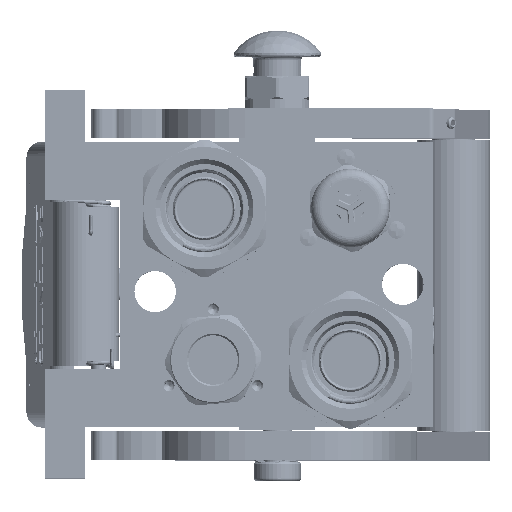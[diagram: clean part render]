
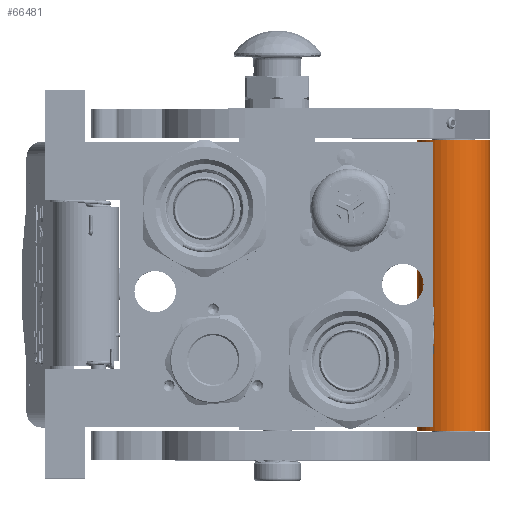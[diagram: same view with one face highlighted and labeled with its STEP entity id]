
A CAD part, top view. The second image highlights one B-rep face of the part: STEP entity #66481.
In plain terms, the highlighted cylindrical face has radius 12.5 mm (diameter 25 mm), a partial arc.
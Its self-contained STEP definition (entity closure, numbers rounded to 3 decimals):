
#3611 = VERTEX_POINT ( 'NONE', #97839 ) ;
#12306 = VERTEX_POINT ( 'NONE', #119868 ) ;
#16470 = ORIENTED_EDGE ( 'NONE', *, *, #22574, .F. ) ;
#18027 = FACE_OUTER_BOUND ( 'NONE', #150073, .T. ) ;
#22574 = EDGE_CURVE ( 'NONE', #3611, #89033, #87948, .T. ) ;
#28682 = CARTESIAN_POINT ( 'NONE',  ( 5.25, 12.5, 0. ) ) ;
#31078 = ORIENTED_EDGE ( 'NONE', *, *, #164722, .T. ) ;
#36346 = DIRECTION ( 'NONE',  ( -1., 0., 0. ) ) ;
#39690 = ORIENTED_EDGE ( 'NONE', *, *, #80989, .T. ) ;
#41766 = CARTESIAN_POINT ( 'NONE',  ( -94.25, 12.5, 0. ) ) ;
#42815 = LINE ( 'NONE', #120488, #143924 ) ;
#46888 = AXIS2_PLACEMENT_3D ( 'NONE', #71618, #137966, #150054 ) ;
#51062 = EDGE_CURVE ( 'NONE', #89033, #12306, #134883, .T. ) ;
#59195 = AXIS2_PLACEMENT_3D ( 'NONE', #143229, #117289, #129434 ) ;
#61481 = CARTESIAN_POINT ( 'NONE',  ( 5.25, -12.5, 0. ) ) ;
#66481 = ADVANCED_FACE ( 'NONE', ( #18027 ), #77807, .T. ) ;
#71618 = CARTESIAN_POINT ( 'NONE',  ( 5.25, 0., 0. ) ) ;
#77807 = CYLINDRICAL_SURFACE ( 'NONE', #153155, 12.5 ) ;
#80989 = EDGE_CURVE ( 'NONE', #3611, #90792, #112486, .T. ) ;
#87948 = LINE ( 'NONE', #28682, #89967 ) ;
#88192 = CARTESIAN_POINT ( 'NONE',  ( 0., 0., 0. ) ) ;
#89033 = VERTEX_POINT ( 'NONE', #41766 ) ;
#89336 = DIRECTION ( 'NONE',  ( 0., -1., 0. ) ) ;
#89967 = VECTOR ( 'NONE', #146386, 1000. ) ;
#90792 = VERTEX_POINT ( 'NONE', #61481 ) ;
#91912 = ORIENTED_EDGE ( 'NONE', *, *, #51062, .F. ) ;
#97839 = CARTESIAN_POINT ( 'NONE',  ( 5.25, 12.5, 0. ) ) ;
#112486 = CIRCLE ( 'NONE', #46888, 12.5 ) ;
#117289 = DIRECTION ( 'NONE',  ( -1., 0., 0. ) ) ;
#119868 = CARTESIAN_POINT ( 'NONE',  ( -94.25, -12.5, 0. ) ) ;
#120488 = CARTESIAN_POINT ( 'NONE',  ( 5.25, -12.5, 0. ) ) ;
#129434 = DIRECTION ( 'NONE',  ( 0., 1., 0. ) ) ;
#134883 = CIRCLE ( 'NONE', #59195, 12.5 ) ;
#137966 = DIRECTION ( 'NONE',  ( -1., 0., 0. ) ) ;
#143229 = CARTESIAN_POINT ( 'NONE',  ( -94.25, 0., 0. ) ) ;
#143924 = VECTOR ( 'NONE', #148179, 1000. ) ;
#146386 = DIRECTION ( 'NONE',  ( -1., 0., 0. ) ) ;
#148179 = DIRECTION ( 'NONE',  ( -1., 0., 0. ) ) ;
#150054 = DIRECTION ( 'NONE',  ( 0., 1., 0. ) ) ;
#150073 = EDGE_LOOP ( 'NONE', ( #39690, #31078, #91912, #16470 ) ) ;
#153155 = AXIS2_PLACEMENT_3D ( 'NONE', #88192, #36346, #89336 ) ;
#164722 = EDGE_CURVE ( 'NONE', #90792, #12306, #42815, .T. ) ;
